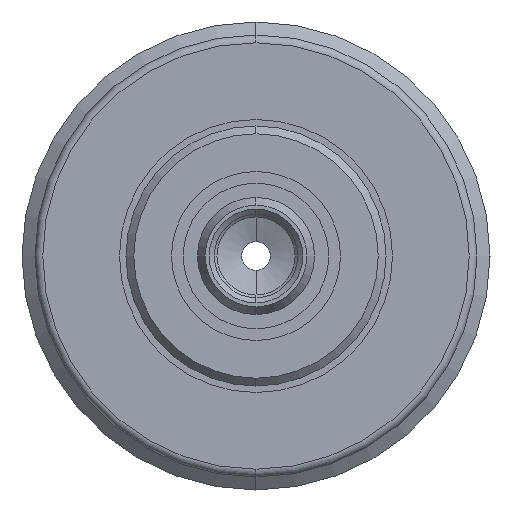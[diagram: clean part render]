
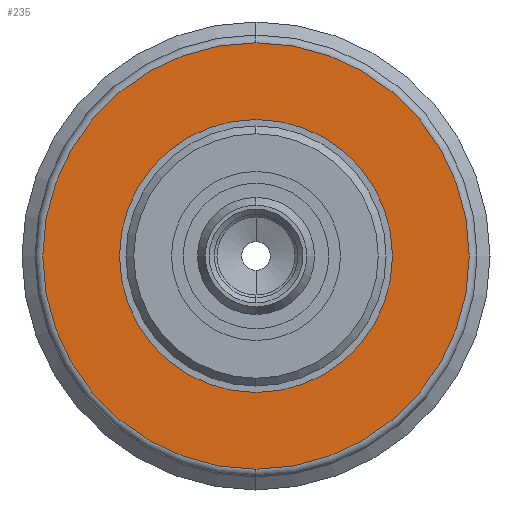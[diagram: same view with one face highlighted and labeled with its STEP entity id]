
A CAD part, left-side view. The second image highlights one B-rep face of the part: STEP entity #235.
In plain terms, the highlighted planar face has unit normal (-1, 0, 0).
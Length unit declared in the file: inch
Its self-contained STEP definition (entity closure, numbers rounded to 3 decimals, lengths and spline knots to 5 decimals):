
#11 = ORIENTED_EDGE ( 'NONE', *, *, #3364, .F. ) ;
#32 = AXIS2_PLACEMENT_3D ( 'NONE', #728, #2449, #1328 ) ;
#152 = CARTESIAN_POINT ( 'NONE',  ( -0.62992, 0., 0. ) ) ;
#230 = CARTESIAN_POINT ( 'NONE',  ( -0.62992, 0., 0.32283 ) ) ;
#235 = ADVANCED_FACE ( 'NONE', ( #2571, #868 ), #2022, .F. ) ;
#280 = ORIENTED_EDGE ( 'NONE', *, *, #2363, .F. ) ;
#383 = CIRCLE ( 'NONE', #32, 0.20669 ) ;
#481 = CARTESIAN_POINT ( 'NONE',  ( -0.62992, 0., 0.20669 ) ) ;
#571 = VERTEX_POINT ( 'NONE', #230 ) ;
#693 = ORIENTED_EDGE ( 'NONE', *, *, #2922, .T. ) ;
#728 = CARTESIAN_POINT ( 'NONE',  ( -0.62992, 0., 0. ) ) ;
#868 = FACE_OUTER_BOUND ( 'NONE', #957, .T. ) ;
#887 = DIRECTION ( 'NONE',  ( 0., 0., -1. ) ) ;
#949 = DIRECTION ( 'NONE',  ( -1., 0., 0. ) ) ;
#957 = EDGE_LOOP ( 'NONE', ( #3195, #693 ) ) ;
#1132 = VERTEX_POINT ( 'NONE', #481 ) ;
#1256 = VERTEX_POINT ( 'NONE', #3338 ) ;
#1282 = AXIS2_PLACEMENT_3D ( 'NONE', #1297, #1581, #1616 ) ;
#1297 = CARTESIAN_POINT ( 'NONE',  ( -0.62992, 0., 0. ) ) ;
#1328 = DIRECTION ( 'NONE',  ( 0., 0., 1. ) ) ;
#1581 = DIRECTION ( 'NONE',  ( -1., 0., 0. ) ) ;
#1616 = DIRECTION ( 'NONE',  ( 0., 0., 1. ) ) ;
#1663 = CARTESIAN_POINT ( 'NONE',  ( -0.62992, 0., 0. ) ) ;
#1683 = AXIS2_PLACEMENT_3D ( 'NONE', #152, #949, #3604 ) ;
#1734 = DIRECTION ( 'NONE',  ( 1., 0., 0. ) ) ;
#1779 = AXIS2_PLACEMENT_3D ( 'NONE', #1663, #2233, #3034 ) ;
#1907 = CARTESIAN_POINT ( 'NONE',  ( -0.62992, 0., -0.32283 ) ) ;
#1968 = EDGE_LOOP ( 'NONE', ( #11, #280 ) ) ;
#2022 = PLANE ( 'NONE',  #3068 ) ;
#2233 = DIRECTION ( 'NONE',  ( -1., 0., 0. ) ) ;
#2363 = EDGE_CURVE ( 'NONE', #1256, #1132, #383, .T. ) ;
#2449 = DIRECTION ( 'NONE',  ( -1., 0., 0. ) ) ;
#2571 = FACE_BOUND ( 'NONE', #1968, .T. ) ;
#2752 = CIRCLE ( 'NONE', #1282, 0.20669 ) ;
#2760 = EDGE_CURVE ( 'NONE', #571, #3362, #2772, .T. ) ;
#2772 = CIRCLE ( 'NONE', #1683, 0.32283 ) ;
#2922 = EDGE_CURVE ( 'NONE', #3362, #571, #3053, .T. ) ;
#3034 = DIRECTION ( 'NONE',  ( 0., 0., 1. ) ) ;
#3053 = CIRCLE ( 'NONE', #1779, 0.32283 ) ;
#3068 = AXIS2_PLACEMENT_3D ( 'NONE', #3178, #1734, #887 ) ;
#3178 = CARTESIAN_POINT ( 'NONE',  ( -0.62992, 0.32283, 0. ) ) ;
#3195 = ORIENTED_EDGE ( 'NONE', *, *, #2760, .T. ) ;
#3338 = CARTESIAN_POINT ( 'NONE',  ( -0.62992, 0., -0.20669 ) ) ;
#3362 = VERTEX_POINT ( 'NONE', #1907 ) ;
#3364 = EDGE_CURVE ( 'NONE', #1132, #1256, #2752, .T. ) ;
#3604 = DIRECTION ( 'NONE',  ( 0., 0., 1. ) ) ;
